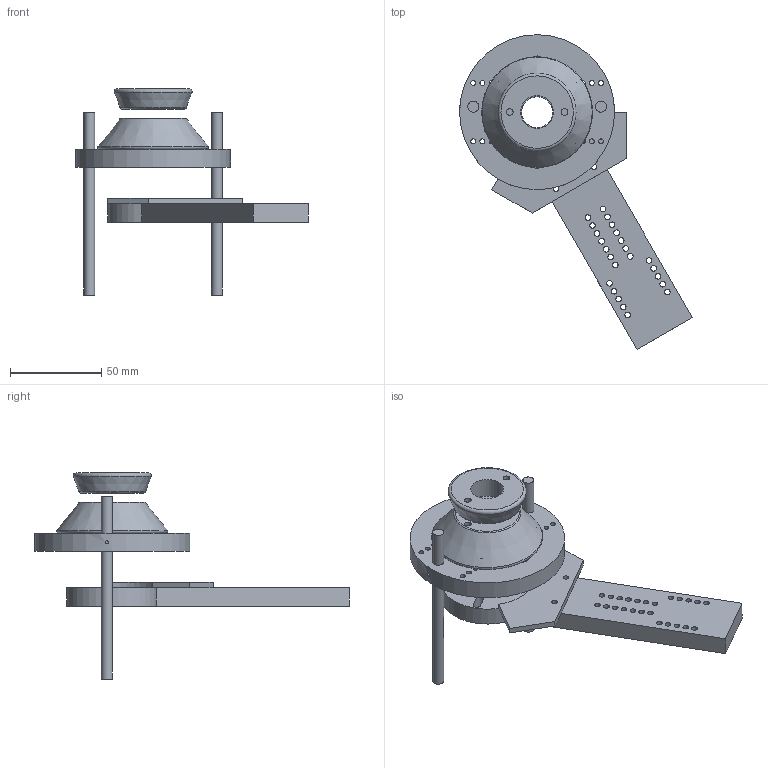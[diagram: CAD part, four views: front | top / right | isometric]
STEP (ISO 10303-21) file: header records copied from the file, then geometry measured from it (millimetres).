
FILE_DESCRIPTION(/* description */ (''),/* implementation_level */ '2;1');
FILE_NAME(/* name */ 'vive-connector.step',/* time_stamp */ '2023-07-30T19:16:40+08:00',/* author */ (''),/* organization */ (''),/* preprocessor_version */ 'ST-DEVELOPER v19.2',/* originating_system */ 'Autodesk Translation Framework v11.17.0.187',/* authorisation */ '');
FILE_SCHEMA (('AUTOMOTIVE_DESIGN { 1 0 10303 214 3 1 1 }'));
Length unit declared in the file: millimetre
Products named in the file (11): vive-connector; HBT17; Impact Stick; Swing Arm; Impact block (60 degree); vive-connector base; top; bot; vive-connector_1; top_1; bot_1
Assembly tree (11 placements, depth 3):
  vive-connector
    HBT17
    Impact Stick  x2
    Swing Arm
    Impact block (60 degree)
    vive-connector base
      top
      bot
    vive-connector_1
      top_1
      bot_1
Bounding box: 127.66 x 172.49 x 113 mm (x, y, z)
Volume: 155584.7 mm3; surface area: 57686 mm2
Topology: 7 solids, 7 shells, 171 faces, 414 edges, 276 vertices
Faces by surface type: cylinder 107, plane 58, torus 4, cone 2
Full cylindrical faces by diameter (mm): 1.7 x2, 2.7 x48, 3 x2, 3.1 x26, 3.7 x4, 5.7 x2, 6 x4, 8 x2, 17 x1, 18 x3, 85 x1
Entity records: 5820 total; most frequent: CARTESIAN_POINT 1021, DIRECTION 1003, ORIENTED_EDGE 822, AXIS2_PLACEMENT_3D 412, EDGE_CURVE 411, EDGE_LOOP 339, VERTEX_POINT 274, CIRCLE 222
